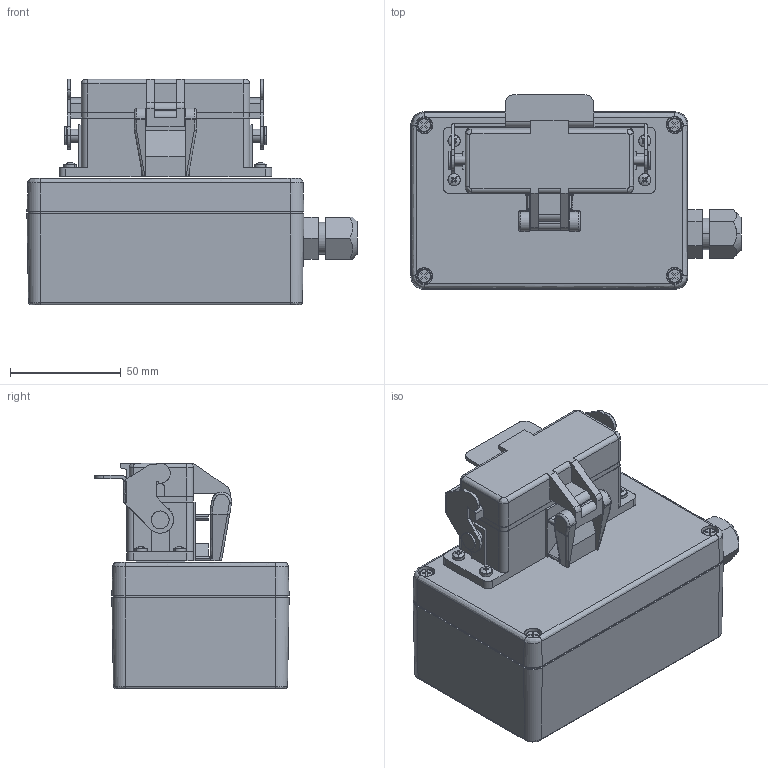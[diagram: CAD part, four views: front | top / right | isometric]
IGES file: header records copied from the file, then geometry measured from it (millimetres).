
Start section: SolidWorks IGES file using analytic representation for surfaces
Global section: file name: CCR_351801.IGS; native system: SolidWorks 2014; preprocessor: SolidWorks 2014; author: LarsenR; date: 150225.092549; units: millimetre
Bounding box: 148.97 x 87.65 x 101.7 mm (x, y, z)
Surface area: 67187.9 mm2 (no closed solid volume)
Topology: 0 solids, 0 shells, 376 faces, 3204 edges, 3202 vertices
Faces by surface type: bspline 238, revolution 138
